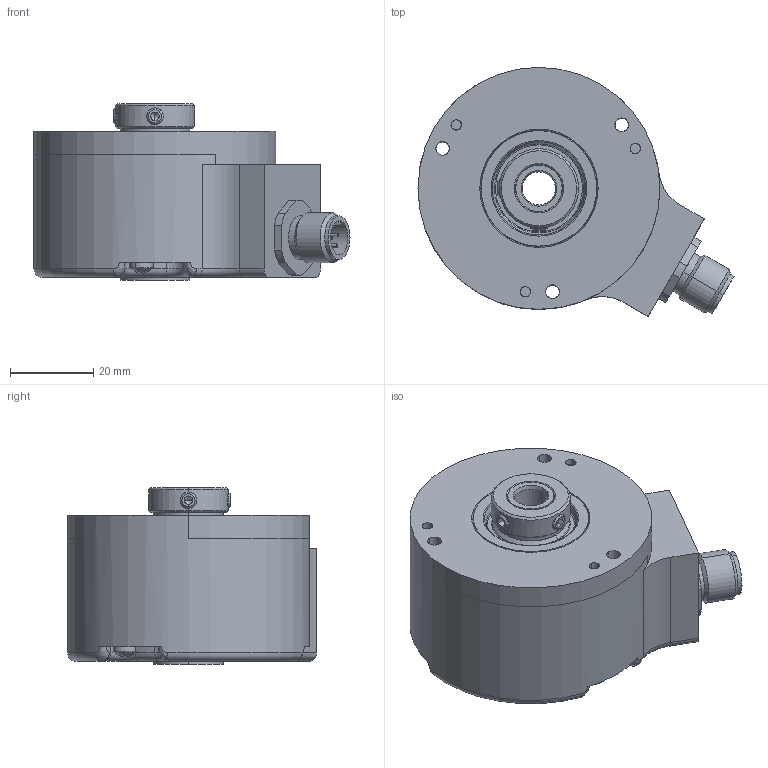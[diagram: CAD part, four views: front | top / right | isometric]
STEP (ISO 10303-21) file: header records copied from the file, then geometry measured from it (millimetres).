
FILE_DESCRIPTION((''),'2;1');
FILE_NAME('535865','2010-10-18T',('se2802'),(''),'PRO/ENGINEER BY PARAMETRIC TECHNOLOGY CORPORATION, 2010180','PRO/ENGINEER BY PARAMETRIC TECHNOLOGY CORPORATION, 2010180','');
FILE_SCHEMA(('CONFIG_CONTROL_DESIGN'));
Length unit declared in the file: millimetre
Products named in the file (1): 535865
Bounding box: 75.77 x 59.69 x 42.3 mm (x, y, z)
Volume: 98399.8 mm3; surface area: 17581.4 mm2
Topology: 1 solids, 2 shells, 363 faces, 889 edges, 564 vertices
Faces by surface type: cylinder 158, plane 88, cone 52, torus 47, sphere 12, bspline 6
Entity records: 12540 total; most frequent: CARTESIAN_POINT 3668, DIRECTION 2006, ORIENTED_EDGE 1770, EDGE_CURVE 885, AXIS2_PLACEMENT_3D 840, VERTEX_POINT 564, CIRCLE 483, EDGE_LOOP 411
